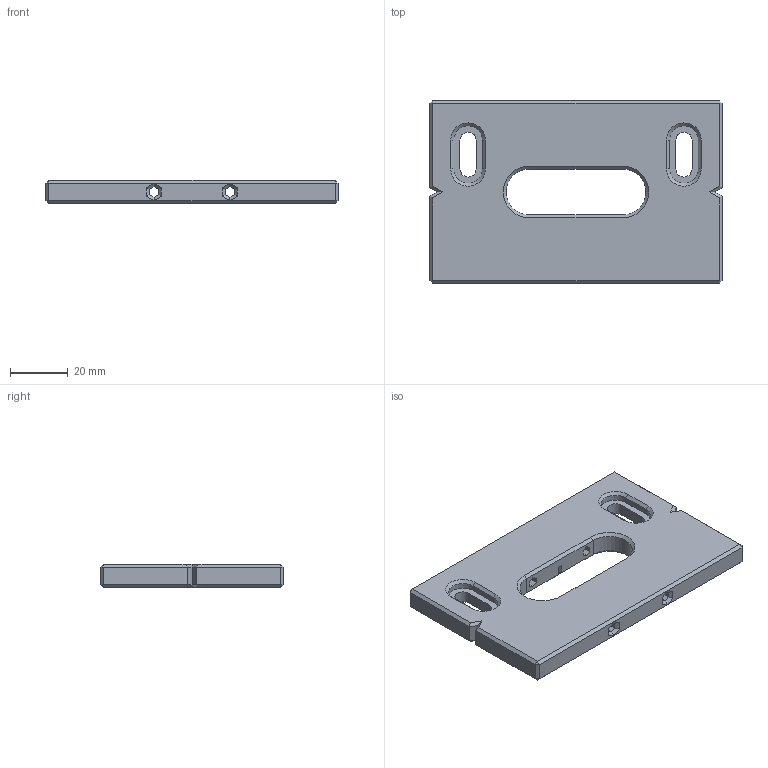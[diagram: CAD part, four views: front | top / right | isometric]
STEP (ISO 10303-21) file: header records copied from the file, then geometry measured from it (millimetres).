
FILE_DESCRIPTION(('FreeCAD Model'),'2;1');
FILE_NAME('Open CASCADE Shape Model','2024-03-31T14:07:35',(''),(''), 'Open CASCADE STEP processor 7.7','FreeCAD','Unknown');
FILE_SCHEMA(('AUTOMOTIVE_DESIGN { 1 0 10303 214 1 1 1 1 }'));
Length unit declared in the file: millimetre
Products named in the file (1): plate
Bounding box: 101.6 x 63.5 x 8 mm (x, y, z)
Volume: 42504.1 mm3; surface area: 15748.6 mm2
Topology: 1 solids, 1 shells, 150 faces, 348 edges, 202 vertices
Faces by surface type: plane 128, cone 12, cylinder 10
Entity records: 4134 total; most frequent: CARTESIAN_POINT 701, ORIENTED_EDGE 696, DIRECTION 682, EDGE_CURVE 348, LINE 316, VECTOR 316, VERTEX_POINT 202, AXIS2_PLACEMENT_3D 183
